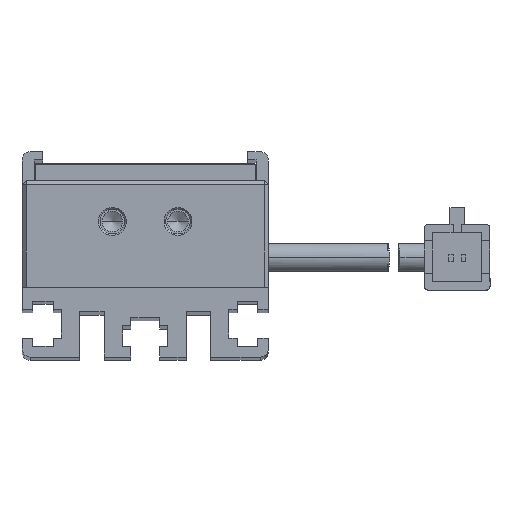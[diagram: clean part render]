
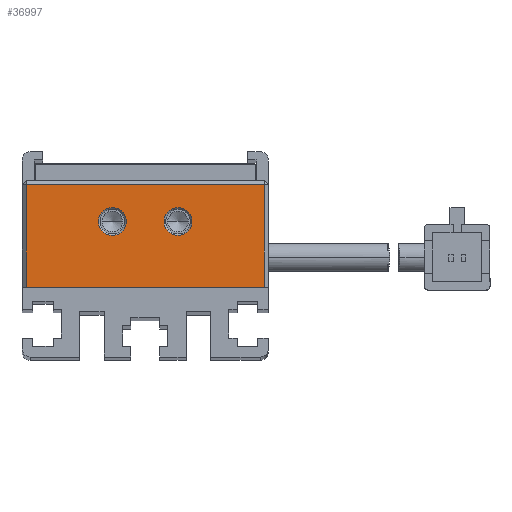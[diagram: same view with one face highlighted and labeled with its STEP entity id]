
A CAD part, top view. The second image highlights one B-rep face of the part: STEP entity #36997.
In plain terms, the highlighted planar face has unit normal (0, 0, 1).
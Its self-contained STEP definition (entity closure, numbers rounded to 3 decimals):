
#83 = DIRECTION ( 'NONE',  ( 1., 0., 0. ) ) ;
#1815 = CARTESIAN_POINT ( 'NONE',  ( 40.925, 31.696, -3. ) ) ;
#2450 = CARTESIAN_POINT ( 'NONE',  ( 43.225, 27.196, -3. ) ) ;
#3333 = DIRECTION ( 'NONE',  ( 0., 0., -1. ) ) ;
#3931 = AXIS2_PLACEMENT_3D ( 'NONE', #16300, #16176, #16130 ) ;
#4019 = AXIS2_PLACEMENT_3D ( 'NONE', #26257, #3333, #30100 ) ;
#4506 = CARTESIAN_POINT ( 'NONE',  ( 26.425, 19.196, -3. ) ) ;
#4987 = DIRECTION ( 'NONE',  ( 0., 1., 0. ) ) ;
#5067 = AXIS2_PLACEMENT_3D ( 'NONE', #45893, #45884, #45797 ) ;
#7304 = DIRECTION ( 'NONE',  ( 0., 0., 1. ) ) ;
#7388 = LINE ( 'NONE', #27508, #37807 ) ;
#8834 = EDGE_CURVE ( 'NONE', #8970, #28303, #23783, .T. ) ;
#8970 = VERTEX_POINT ( 'NONE', #14168 ) ;
#9271 = CARTESIAN_POINT ( 'NONE',  ( 55.425, 31.696, -3. ) ) ;
#9714 = ORIENTED_EDGE ( 'NONE', *, *, #47564, .T. ) ;
#10730 = EDGE_CURVE ( 'NONE', #37005, #48962, #27881, .T. ) ;
#10898 = EDGE_CURVE ( 'NONE', #24185, #45478, #15930, .T. ) ;
#11001 = CARTESIAN_POINT ( 'NONE',  ( 26.425, 31.696, -3. ) ) ;
#14168 = CARTESIAN_POINT ( 'NONE',  ( 46.625, 27.196, -3. ) ) ;
#14862 = EDGE_LOOP ( 'NONE', ( #24920, #30993, #9714, #37489 ) ) ;
#15452 = EDGE_LOOP ( 'NONE', ( #16186, #25278 ) ) ;
#15930 = CIRCLE ( 'NONE', #5067, 1.7 ) ;
#15950 = VERTEX_POINT ( 'NONE', #47329 ) ;
#16004 = DIRECTION ( 'NONE',  ( 1., 0., 0. ) ) ;
#16130 = DIRECTION ( 'NONE',  ( 1., 0., 0. ) ) ;
#16176 = DIRECTION ( 'NONE',  ( 0., 0., -1. ) ) ;
#16186 = ORIENTED_EDGE ( 'NONE', *, *, #10898, .T. ) ;
#16300 = CARTESIAN_POINT ( 'NONE',  ( 44.925, 27.196, -3. ) ) ;
#17773 = VECTOR ( 'NONE', #47443, 1000. ) ;
#18323 = AXIS2_PLACEMENT_3D ( 'NONE', #45713, #22971, #83 ) ;
#18986 = LINE ( 'NONE', #1815, #17773 ) ;
#19454 = EDGE_CURVE ( 'NONE', #45478, #24185, #37795, .T. ) ;
#19516 = FACE_OUTER_BOUND ( 'NONE', #14862, .T. ) ;
#19684 = CIRCLE ( 'NONE', #4019, 1.7 ) ;
#22852 = CARTESIAN_POINT ( 'NONE',  ( 38.625, 27.196, -3. ) ) ;
#22971 = DIRECTION ( 'NONE',  ( 0., 0., -1. ) ) ;
#23783 = CIRCLE ( 'NONE', #3931, 1.7 ) ;
#24059 = CARTESIAN_POINT ( 'NONE',  ( 55.425, 25.696, -3. ) ) ;
#24185 = VERTEX_POINT ( 'NONE', #22852 ) ;
#24920 = ORIENTED_EDGE ( 'NONE', *, *, #47110, .T. ) ;
#25278 = ORIENTED_EDGE ( 'NONE', *, *, #19454, .T. ) ;
#25696 = EDGE_LOOP ( 'NONE', ( #31521, #31757 ) ) ;
#26257 = CARTESIAN_POINT ( 'NONE',  ( 44.925, 27.196, -3. ) ) ;
#27508 = CARTESIAN_POINT ( 'NONE',  ( 40.925, 19.196, -3. ) ) ;
#27881 = LINE ( 'NONE', #49219, #48048 ) ;
#28303 = VERTEX_POINT ( 'NONE', #2450 ) ;
#28894 = VECTOR ( 'NONE', #4987, 1000. ) ;
#29656 = FACE_BOUND ( 'NONE', #25696, .T. ) ;
#30100 = DIRECTION ( 'NONE',  ( 1., 0., 0. ) ) ;
#30196 = CARTESIAN_POINT ( 'NONE',  ( 40.925, 25.696, -3. ) ) ;
#30728 = EDGE_CURVE ( 'NONE', #28303, #8970, #19684, .T. ) ;
#30993 = ORIENTED_EDGE ( 'NONE', *, *, #10730, .T. ) ;
#31521 = ORIENTED_EDGE ( 'NONE', *, *, #8834, .T. ) ;
#31757 = ORIENTED_EDGE ( 'NONE', *, *, #30728, .T. ) ;
#32760 = VERTEX_POINT ( 'NONE', #9271 ) ;
#33817 = PLANE ( 'NONE',  #39139 ) ;
#33973 = DIRECTION ( 'NONE',  ( 1., 0., 0. ) ) ;
#36997 = ADVANCED_FACE ( 'NONE', ( #19516, #29656, #39713 ), #33817, .T. ) ;
#37005 = VERTEX_POINT ( 'NONE', #11001 ) ;
#37489 = ORIENTED_EDGE ( 'NONE', *, *, #37666, .T. ) ;
#37666 = EDGE_CURVE ( 'NONE', #15950, #32760, #40160, .T. ) ;
#37795 = CIRCLE ( 'NONE', #18323, 1.7 ) ;
#37807 = VECTOR ( 'NONE', #16004, 1000. ) ;
#39139 = AXIS2_PLACEMENT_3D ( 'NONE', #30196, #7304, #33973 ) ;
#39713 = FACE_BOUND ( 'NONE', #15452, .T. ) ;
#40160 = LINE ( 'NONE', #24059, #28894 ) ;
#45478 = VERTEX_POINT ( 'NONE', #47460 ) ;
#45713 = CARTESIAN_POINT ( 'NONE',  ( 36.925, 27.196, -3. ) ) ;
#45797 = DIRECTION ( 'NONE',  ( 1., 0., 0. ) ) ;
#45884 = DIRECTION ( 'NONE',  ( 0., 0., -1. ) ) ;
#45893 = CARTESIAN_POINT ( 'NONE',  ( 36.925, 27.196, -3. ) ) ;
#47110 = EDGE_CURVE ( 'NONE', #32760, #37005, #18986, .T. ) ;
#47329 = CARTESIAN_POINT ( 'NONE',  ( 55.425, 19.196, -3. ) ) ;
#47443 = DIRECTION ( 'NONE',  ( -1., 0., 0. ) ) ;
#47460 = CARTESIAN_POINT ( 'NONE',  ( 35.225, 27.196, -3. ) ) ;
#47564 = EDGE_CURVE ( 'NONE', #48962, #15950, #7388, .T. ) ;
#48048 = VECTOR ( 'NONE', #49208, 1000. ) ;
#48962 = VERTEX_POINT ( 'NONE', #4506 ) ;
#49208 = DIRECTION ( 'NONE',  ( 0., -1., 0. ) ) ;
#49219 = CARTESIAN_POINT ( 'NONE',  ( 26.425, 25.696, -3. ) ) ;
